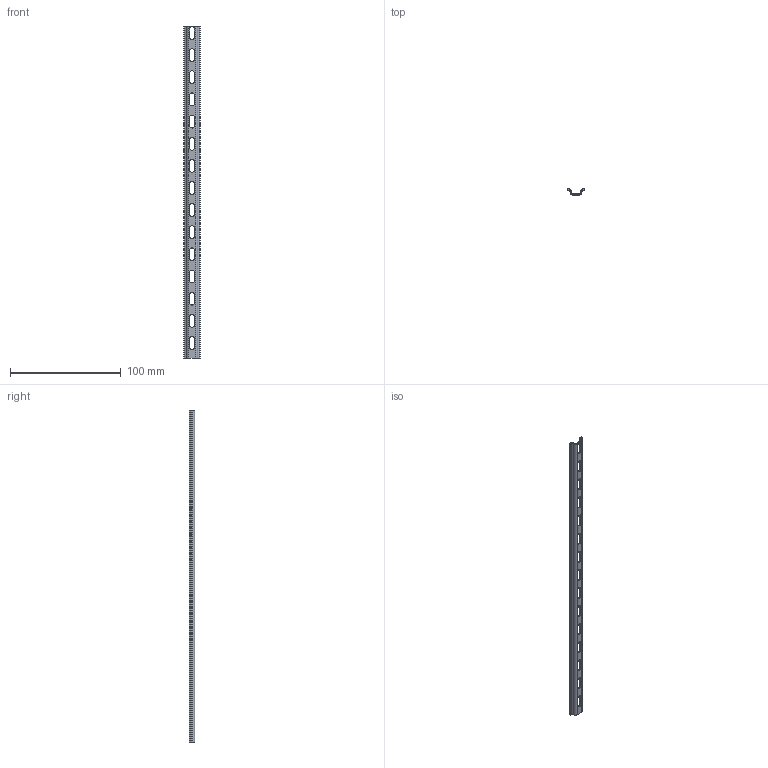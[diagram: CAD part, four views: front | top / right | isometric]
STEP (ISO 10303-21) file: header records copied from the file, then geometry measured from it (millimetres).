
FILE_DESCRIPTION (( 'STEP AP203' ), '1' );
FILE_NAME ('15x5,5 Delikli Montaj Raylarý - 30 cm.STEP', '2019-03-29T08:11:21', ( '' ), ( '' ), 'SwSTEP 2.0', 'SolidWorks 2011', '' );
FILE_SCHEMA (( 'CONFIG_CONTROL_DESIGN' ));
Length unit declared in the file: millimetre
Products named in the file (1): 15x5,5 Delikli Montaj Raylarý - 30 cm
Bounding box: 15 x 5 x 300 mm (x, y, z)
Volume: 5237.3 mm3; surface area: 11540.6 mm2
Topology: 1 solids, 1 shells, 97 faces, 285 edges, 190 vertices
Faces by surface type: cylinder 53, plane 44
Entity records: 3402 total; most frequent: DIRECTION 587, CARTESIAN_POINT 573, ORIENTED_EDGE 570, EDGE_CURVE 285, AXIS2_PLACEMENT_3D 204, VERTEX_POINT 190, VECTOR 179, LINE 179
